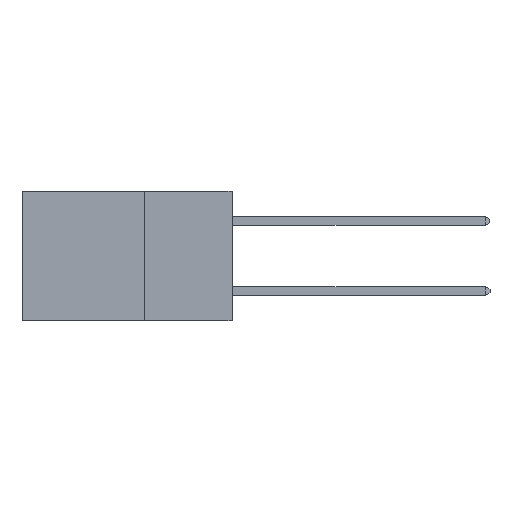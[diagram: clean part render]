
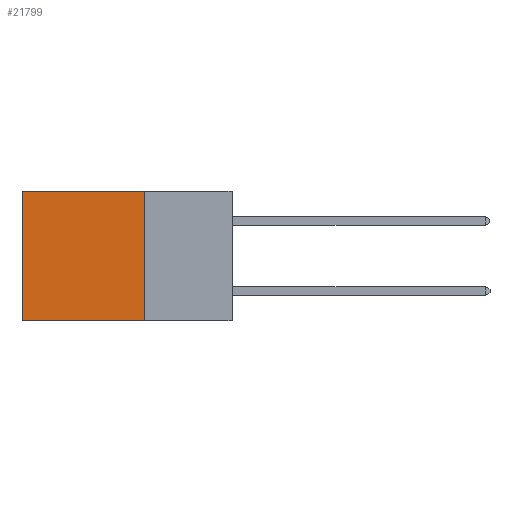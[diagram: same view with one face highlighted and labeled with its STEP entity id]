
A CAD part, left-side view. The second image highlights one B-rep face of the part: STEP entity #21799.
In plain terms, the highlighted planar face has unit normal (-1, 0, 0).
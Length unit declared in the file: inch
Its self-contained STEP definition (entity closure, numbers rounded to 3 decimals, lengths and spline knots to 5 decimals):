
#275 = CARTESIAN_POINT ( 'NONE',  ( 0.2875, 0.25, -0.37 ) ) ;
#780 = DIRECTION ( 'NONE',  ( 0., 0., -1. ) ) ;
#1221 = VERTEX_POINT ( 'NONE', #7350 ) ;
#1258 = PLANE ( 'NONE',  #3603 ) ;
#1671 = CARTESIAN_POINT ( 'NONE',  ( 0.2875, 0.25, -0.37 ) ) ;
#2173 = DIRECTION ( 'NONE',  ( 0., 1., 0. ) ) ;
#3279 = FACE_OUTER_BOUND ( 'NONE', #14222, .T. ) ;
#3603 = AXIS2_PLACEMENT_3D ( 'NONE', #18901, #8360, #20646 ) ;
#4228 = CARTESIAN_POINT ( 'NONE',  ( 0.2875, 0.6, 0. ) ) ;
#4848 = VECTOR ( 'NONE', #780, 39.37008 ) ;
#5058 = EDGE_CURVE ( 'NONE', #21945, #8578, #10140, .T. ) ;
#5364 = LINE ( 'NONE', #20731, #10489 ) ;
#5506 = VECTOR ( 'NONE', #10534, 39.37008 ) ;
#6078 = EDGE_CURVE ( 'NONE', #14462, #8578, #10073, .T. ) ;
#7350 = CARTESIAN_POINT ( 'NONE',  ( 0.2875, 0.25, 0. ) ) ;
#7628 = ORIENTED_EDGE ( 'NONE', *, *, #6078, .T. ) ;
#7684 = ORIENTED_EDGE ( 'NONE', *, *, #5058, .F. ) ;
#8360 = DIRECTION ( 'NONE',  ( 1., 0., 0. ) ) ;
#8445 = DIRECTION ( 'NONE',  ( 0., 1., 0. ) ) ;
#8578 = VERTEX_POINT ( 'NONE', #13675 ) ;
#10073 = LINE ( 'NONE', #17570, #5506 ) ;
#10140 = LINE ( 'NONE', #275, #18976 ) ;
#10489 = VECTOR ( 'NONE', #8445, 39.37008 ) ;
#10534 = DIRECTION ( 'NONE',  ( 0., 0., -1. ) ) ;
#11206 = EDGE_CURVE ( 'NONE', #1221, #21945, #14673, .T. ) ;
#12740 = EDGE_CURVE ( 'NONE', #1221, #14462, #5364, .T. ) ;
#13675 = CARTESIAN_POINT ( 'NONE',  ( 0.2875, 0.6, -0.37 ) ) ;
#14222 = EDGE_LOOP ( 'NONE', ( #7628, #7684, #17786, #18702 ) ) ;
#14462 = VERTEX_POINT ( 'NONE', #4228 ) ;
#14673 = LINE ( 'NONE', #16626, #4848 ) ;
#16626 = CARTESIAN_POINT ( 'NONE',  ( 0.2875, 0.25, 0. ) ) ;
#17570 = CARTESIAN_POINT ( 'NONE',  ( 0.2875, 0.6, 0. ) ) ;
#17786 = ORIENTED_EDGE ( 'NONE', *, *, #11206, .F. ) ;
#18702 = ORIENTED_EDGE ( 'NONE', *, *, #12740, .T. ) ;
#18901 = CARTESIAN_POINT ( 'NONE',  ( 0.2875, 0.25, 0. ) ) ;
#18976 = VECTOR ( 'NONE', #2173, 39.37008 ) ;
#20646 = DIRECTION ( 'NONE',  ( 0., 0., -1. ) ) ;
#20731 = CARTESIAN_POINT ( 'NONE',  ( 0.2875, 0.25, 0. ) ) ;
#21799 = ADVANCED_FACE ( 'NONE', ( #3279 ), #1258, .F. ) ;
#21945 = VERTEX_POINT ( 'NONE', #1671 ) ;
